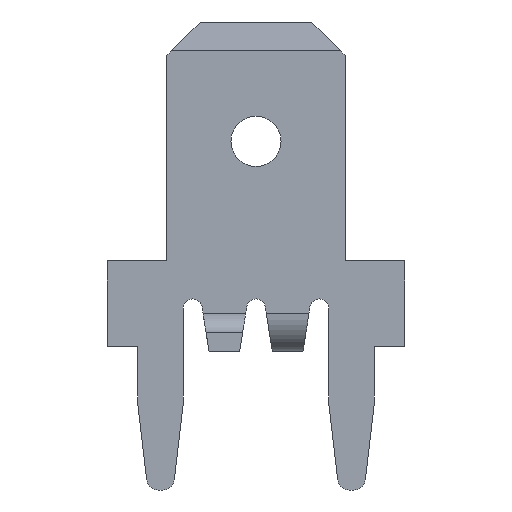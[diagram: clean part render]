
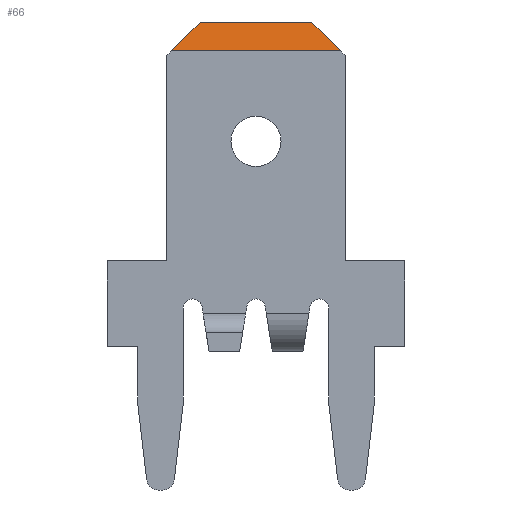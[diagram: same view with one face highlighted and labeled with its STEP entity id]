
A CAD part, front view. The second image highlights one B-rep face of the part: STEP entity #66.
In plain terms, the highlighted planar face has unit normal (0, -0.985, 0.174).
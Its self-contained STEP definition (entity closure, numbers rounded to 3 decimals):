
#66=ADVANCED_FACE('',(#137),#138,.T.);
#137=FACE_OUTER_BOUND('',#235,.T.);
#138=PLANE('',#236);
#235=EDGE_LOOP('',(#505,#506,#507,#508));
#236=AXIS2_PLACEMENT_3D('',#509,#510,#511);
#505=ORIENTED_EDGE('',*,*,#768,.F.);
#506=ORIENTED_EDGE('',*,*,#813,.F.);
#507=ORIENTED_EDGE('',*,*,#814,.T.);
#508=ORIENTED_EDGE('',*,*,#812,.F.);
#509=CARTESIAN_POINT('',(0.0,-0.187,-0.381));
#510=DIRECTION('',(0.0,-0.985,0.174));
#511=DIRECTION('',(-1.0,0.0,0.0));
#768=EDGE_CURVE('',#960,#962,#963,.T.);
#812=EDGE_CURVE('',#962,#1029,#1032,.T.);
#813=EDGE_CURVE('',#1033,#960,#1034,.T.);
#814=EDGE_CURVE('',#1033,#1029,#1035,.T.);
#960=VERTEX_POINT('',#1231);
#962=VERTEX_POINT('',#1234);
#963=LINE('',#1235,#1236);
#1029=VERTEX_POINT('',#1364);
#1032=LINE('',#1369,#1370);
#1033=VERTEX_POINT('',#1371);
#1034=LINE('',#1372,#1373);
#1035=LINE('',#1374,#1375);
#1231=CARTESIAN_POINT('',(2.248,-0.254,-0.762));
#1234=CARTESIAN_POINT('',(-2.248,-0.254,-0.762));
#1235=CARTESIAN_POINT('',(2.248,-0.254,-0.762));
#1236=VECTOR('',#1564,4.496);
#1364=CARTESIAN_POINT('',(-1.486,-0.12,0.0));
#1369=CARTESIAN_POINT('',(-2.248,-0.254,-0.762));
#1370=VECTOR('',#1610,1.086);
#1371=CARTESIAN_POINT('',(1.486,-0.12,0.0));
#1372=CARTESIAN_POINT('',(1.486,-0.12,0.0));
#1373=VECTOR('',#1611,1.086);
#1374=CARTESIAN_POINT('',(1.486,-0.12,0.0));
#1375=VECTOR('',#1612,2.972);
#1564=DIRECTION('',(-1.0,0.0,0.0));
#1610=DIRECTION('',(0.702,0.124,0.702));
#1611=DIRECTION('',(0.702,-0.124,-0.702));
#1612=DIRECTION('',(-1.0,0.0,0.0));
